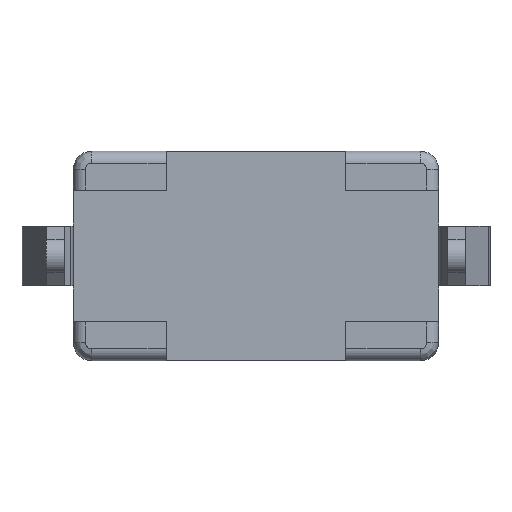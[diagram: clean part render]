
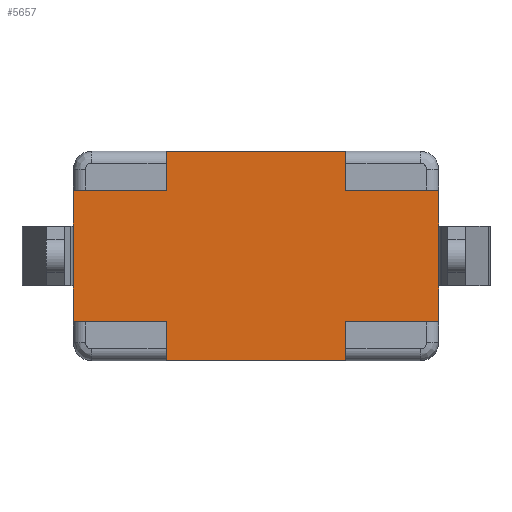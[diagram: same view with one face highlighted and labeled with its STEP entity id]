
A CAD part, front view. The second image highlights one B-rep face of the part: STEP entity #5657.
In plain terms, the highlighted planar face has unit normal (0, -1, 0).
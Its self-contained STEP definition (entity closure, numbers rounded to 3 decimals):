
#3456 = VERTEX_POINT('',#3457);
#3457 = CARTESIAN_POINT('',(3.05,0.4,0.5));
#3472 = VERTEX_POINT('',#3473);
#3473 = CARTESIAN_POINT('',(3.05,0.4,-0.5));
#3479 = EDGE_CURVE('',#3480,#3472,#3482,.T.);
#3480 = VERTEX_POINT('',#3481);
#3481 = CARTESIAN_POINT('',(3.05,0.4,-1.1));
#3482 = LINE('',#3483,#3484);
#3483 = CARTESIAN_POINT('',(3.05,0.4,0.));
#3484 = VECTOR('',#3485,1.);
#3485 = DIRECTION('',(0.,0.,1.));
#3554 = VERTEX_POINT('',#3555);
#3555 = CARTESIAN_POINT('',(3.05,0.4,1.1));
#3561 = EDGE_CURVE('',#3456,#3554,#3562,.T.);
#3562 = LINE('',#3563,#3564);
#3563 = CARTESIAN_POINT('',(3.05,0.4,0.));
#3564 = VECTOR('',#3565,1.);
#3565 = DIRECTION('',(0.,0.,1.));
#3851 = VERTEX_POINT('',#3852);
#3852 = CARTESIAN_POINT('',(-3.05,0.4,0.5));
#3858 = EDGE_CURVE('',#3859,#3851,#3861,.T.);
#3859 = VERTEX_POINT('',#3860);
#3860 = CARTESIAN_POINT('',(-3.05,0.4,1.1));
#3861 = LINE('',#3862,#3863);
#3862 = CARTESIAN_POINT('',(-3.05,0.4,0.));
#3863 = VECTOR('',#3864,1.);
#3864 = DIRECTION('',(0.,0.,-1.));
#3910 = VERTEX_POINT('',#3911);
#3911 = CARTESIAN_POINT('',(-3.05,0.4,-1.1));
#3917 = EDGE_CURVE('',#3918,#3910,#3920,.T.);
#3918 = VERTEX_POINT('',#3919);
#3919 = CARTESIAN_POINT('',(-3.05,0.4,-0.5));
#3920 = LINE('',#3921,#3922);
#3921 = CARTESIAN_POINT('',(-3.05,0.4,0.));
#3922 = VECTOR('',#3923,1.);
#3923 = DIRECTION('',(0.,0.,-1.));
#5381 = VERTEX_POINT('',#5382);
#5382 = CARTESIAN_POINT('',(-1.5,0.4,1.75));
#5388 = EDGE_CURVE('',#5389,#5381,#5391,.T.);
#5389 = VERTEX_POINT('',#5390);
#5390 = CARTESIAN_POINT('',(1.5,0.4,1.75));
#5391 = LINE('',#5392,#5393);
#5392 = CARTESIAN_POINT('',(3.05,0.4,1.75));
#5393 = VECTOR('',#5394,1.);
#5394 = DIRECTION('',(-1.,0.,0.));
#5419 = VERTEX_POINT('',#5420);
#5420 = CARTESIAN_POINT('',(-1.5,0.4,1.1));
#5426 = EDGE_CURVE('',#5381,#5419,#5427,.T.);
#5427 = LINE('',#5428,#5429);
#5428 = CARTESIAN_POINT('',(-1.5,0.4,0.));
#5429 = VECTOR('',#5430,1.);
#5430 = DIRECTION('',(0.,0.,-1.));
#5443 = EDGE_CURVE('',#5419,#3859,#5444,.T.);
#5444 = LINE('',#5445,#5446);
#5445 = CARTESIAN_POINT('',(3.05,0.4,1.1));
#5446 = VECTOR('',#5447,1.);
#5447 = DIRECTION('',(-1.,0.,0.));
#5461 = EDGE_CURVE('',#3851,#3918,#5462,.T.);
#5462 = LINE('',#5463,#5464);
#5463 = CARTESIAN_POINT('',(-3.05,0.4,0.));
#5464 = VECTOR('',#5465,1.);
#5465 = DIRECTION('',(0.,0.,-1.));
#5479 = VERTEX_POINT('',#5480);
#5480 = CARTESIAN_POINT('',(-1.5,0.4,-1.1));
#5486 = EDGE_CURVE('',#3910,#5479,#5487,.T.);
#5487 = LINE('',#5488,#5489);
#5488 = CARTESIAN_POINT('',(3.05,0.4,-1.1));
#5489 = VECTOR('',#5490,1.);
#5490 = DIRECTION('',(1.,0.,0.));
#5503 = VERTEX_POINT('',#5504);
#5504 = CARTESIAN_POINT('',(-1.5,0.4,-1.75));
#5510 = EDGE_CURVE('',#5479,#5503,#5511,.T.);
#5511 = LINE('',#5512,#5513);
#5512 = CARTESIAN_POINT('',(-1.5,0.4,0.));
#5513 = VECTOR('',#5514,1.);
#5514 = DIRECTION('',(0.,0.,-1.));
#5534 = VERTEX_POINT('',#5535);
#5535 = CARTESIAN_POINT('',(1.5,0.4,-1.75));
#5541 = EDGE_CURVE('',#5503,#5534,#5542,.T.);
#5542 = LINE('',#5543,#5544);
#5543 = CARTESIAN_POINT('',(3.05,0.4,-1.75));
#5544 = VECTOR('',#5545,1.);
#5545 = DIRECTION('',(1.,0.,0.));
#5561 = VERTEX_POINT('',#5562);
#5562 = CARTESIAN_POINT('',(1.5,0.4,-1.1));
#5568 = EDGE_CURVE('',#5534,#5561,#5569,.T.);
#5569 = LINE('',#5570,#5571);
#5570 = CARTESIAN_POINT('',(1.5,0.4,0.));
#5571 = VECTOR('',#5572,1.);
#5572 = DIRECTION('',(0.,0.,1.));
#5585 = EDGE_CURVE('',#5561,#3480,#5586,.T.);
#5586 = LINE('',#5587,#5588);
#5587 = CARTESIAN_POINT('',(3.05,0.4,-1.1));
#5588 = VECTOR('',#5589,1.);
#5589 = DIRECTION('',(1.,0.,0.));
#5603 = EDGE_CURVE('',#3472,#3456,#5604,.T.);
#5604 = LINE('',#5605,#5606);
#5605 = CARTESIAN_POINT('',(3.05,0.4,0.));
#5606 = VECTOR('',#5607,1.);
#5607 = DIRECTION('',(0.,0.,1.));
#5621 = VERTEX_POINT('',#5622);
#5622 = CARTESIAN_POINT('',(1.5,0.4,1.1));
#5628 = EDGE_CURVE('',#3554,#5621,#5629,.T.);
#5629 = LINE('',#5630,#5631);
#5630 = CARTESIAN_POINT('',(3.05,0.4,1.1));
#5631 = VECTOR('',#5632,1.);
#5632 = DIRECTION('',(-1.,0.,0.));
#5645 = EDGE_CURVE('',#5621,#5389,#5646,.T.);
#5646 = LINE('',#5647,#5648);
#5647 = CARTESIAN_POINT('',(1.5,0.4,0.));
#5648 = VECTOR('',#5649,1.);
#5649 = DIRECTION('',(0.,0.,1.));
#5657 = ADVANCED_FACE('',(#5658),#5676,.T.);
#5658 = FACE_BOUND('',#5659,.T.);
#5659 = EDGE_LOOP('',(#5660,#5661,#5662,#5663,#5664,#5665,#5666,#5667,
    #5668,#5669,#5670,#5671,#5672,#5673,#5674,#5675));
#5660 = ORIENTED_EDGE('',*,*,#5628,.T.);
#5661 = ORIENTED_EDGE('',*,*,#5645,.T.);
#5662 = ORIENTED_EDGE('',*,*,#5388,.T.);
#5663 = ORIENTED_EDGE('',*,*,#5426,.T.);
#5664 = ORIENTED_EDGE('',*,*,#5443,.T.);
#5665 = ORIENTED_EDGE('',*,*,#3858,.T.);
#5666 = ORIENTED_EDGE('',*,*,#5461,.T.);
#5667 = ORIENTED_EDGE('',*,*,#3917,.T.);
#5668 = ORIENTED_EDGE('',*,*,#5486,.T.);
#5669 = ORIENTED_EDGE('',*,*,#5510,.T.);
#5670 = ORIENTED_EDGE('',*,*,#5541,.T.);
#5671 = ORIENTED_EDGE('',*,*,#5568,.T.);
#5672 = ORIENTED_EDGE('',*,*,#5585,.T.);
#5673 = ORIENTED_EDGE('',*,*,#3479,.T.);
#5674 = ORIENTED_EDGE('',*,*,#5603,.T.);
#5675 = ORIENTED_EDGE('',*,*,#3561,.T.);
#5676 = PLANE('',#5677);
#5677 = AXIS2_PLACEMENT_3D('',#5678,#5679,#5680);
#5678 = CARTESIAN_POINT('',(3.05,0.4,0.));
#5679 = DIRECTION('',(0.,-1.,0.));
#5680 = DIRECTION('',(0.,0.,-1.));
